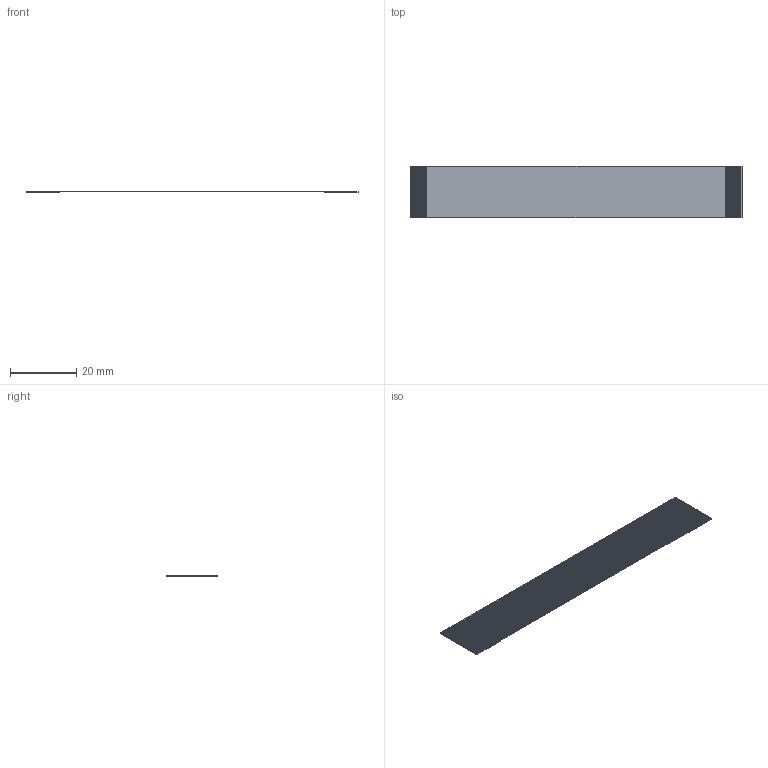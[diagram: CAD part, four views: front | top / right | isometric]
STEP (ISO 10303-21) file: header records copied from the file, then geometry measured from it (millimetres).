
FILE_DESCRIPTION(/* description */ ('Unknown'),/* implementation_level */ '2;1');
FILE_NAME(/* name */ '687630100002',/* time_stamp */ '2020-02-17T13:28:02+01:00',/* author */ ('Unknown'),/* organization */ ('Unknown'),/* preprocessor_version */ 'ST-DEVELOPER v16.7',/* originating_system */ 'DEX',/* authorisation */ $);
FILE_SCHEMA (('AUTOMOTIVE_DESIGN {1 0 10303 214 3 1 1}'));
Length unit declared in the file: millimetre
Products named in the file (2): 6876xx100002; 687630100002
Assembly tree (1 placements, depth 2):
  6876xx100002
    687630100002
Bounding box: 100 x 15.5 x 0.36 mm (x, y, z)
Volume: 232 mm3; surface area: 5073.1 mm2
Topology: 1 solids, 1 shells, 200 faces, 646 edges, 388 vertices
Faces by surface type: plane 200
Entity records: 8375 total; most frequent: ORIENTED_EDGE 1292, CARTESIAN_POINT 1236, DIRECTION 1050, EDGE_CURVE 646, LINE 646, VECTOR 646, VERTEX_POINT 388, AXIS2_PLACEMENT_3D 202
